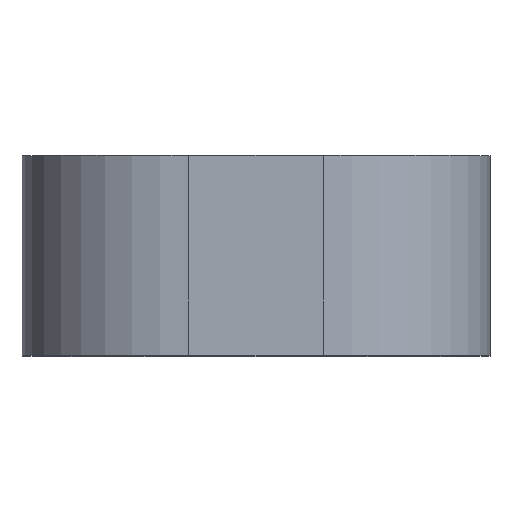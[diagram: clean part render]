
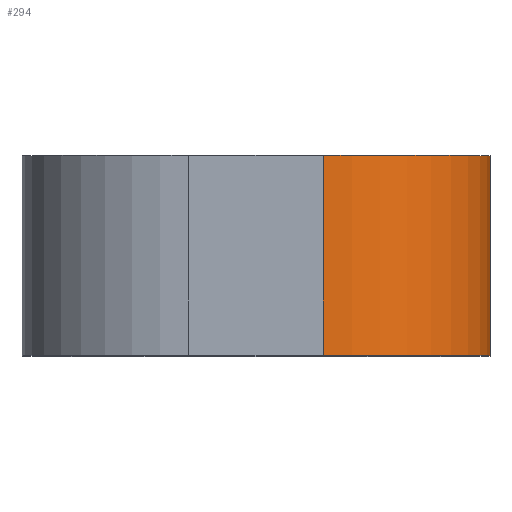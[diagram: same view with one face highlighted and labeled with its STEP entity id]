
A CAD part, top view. The second image highlights one B-rep face of the part: STEP entity #294.
In plain terms, the highlighted cylindrical face has radius 50 mm (diameter 100 mm), a partial arc.
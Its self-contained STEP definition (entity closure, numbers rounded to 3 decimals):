
#116=CARTESIAN_POINT('',(70.25,-3.0,69.));
#117=VERTEX_POINT('',#116);
#124=CARTESIAN_POINT('',(20.25,-3.0,119.));
#125=VERTEX_POINT('',#124);
#126=CARTESIAN_POINT('',(20.25,-3.0,69.));
#127=DIRECTION('',(0.0,1.0,0.0));
#128=DIRECTION('',(0.707,0.0,0.707));
#129=AXIS2_PLACEMENT_3D('',#126,#127,#128);
#130=CIRCLE('',#129,50.);
#131=EDGE_CURVE('',#125,#117,#130,.T.);
#252=CARTESIAN_POINT('',(70.25,57.0,69.));
#253=VERTEX_POINT('',#252);
#260=CARTESIAN_POINT('',(70.25,-3.0,69.));
#261=DIRECTION('',(0.0,1.0,0.0));
#262=VECTOR('',#261,60.0);
#263=LINE('',#260,#262);
#264=EDGE_CURVE('',#117,#253,#263,.T.);
#270=CARTESIAN_POINT('',(20.25,0.0,69.));
#271=DIRECTION('',(0.0,-1.0,0.0));
#272=DIRECTION('',(0.707,0.0,0.707));
#273=AXIS2_PLACEMENT_3D('',#270,#271,#272);
#274=CYLINDRICAL_SURFACE('',#273,50.);
#275=ORIENTED_EDGE('',*,*,#131,.T.);
#276=ORIENTED_EDGE('',*,*,#264,.T.);
#277=CARTESIAN_POINT('',(20.25,57.0,119.));
#278=VERTEX_POINT('',#277);
#279=CARTESIAN_POINT('',(20.25,57.0,69.));
#280=DIRECTION('',(0.0,-1.0,0.0));
#281=DIRECTION('',(0.707,0.0,0.707));
#282=AXIS2_PLACEMENT_3D('',#279,#280,#281);
#283=CIRCLE('',#282,50.);
#284=EDGE_CURVE('',#253,#278,#283,.T.);
#285=ORIENTED_EDGE('',*,*,#284,.T.);
#286=CARTESIAN_POINT('',(20.25,57.0,119.));
#287=DIRECTION('',(0.0,-1.0,0.0));
#288=VECTOR('',#287,60.0);
#289=LINE('',#286,#288);
#290=EDGE_CURVE('',#278,#125,#289,.T.);
#291=ORIENTED_EDGE('',*,*,#290,.T.);
#292=EDGE_LOOP('',(#275,#276,#285,#291));
#293=FACE_OUTER_BOUND('',#292,.T.);
#294=ADVANCED_FACE('',(#293),#274,.T.);
